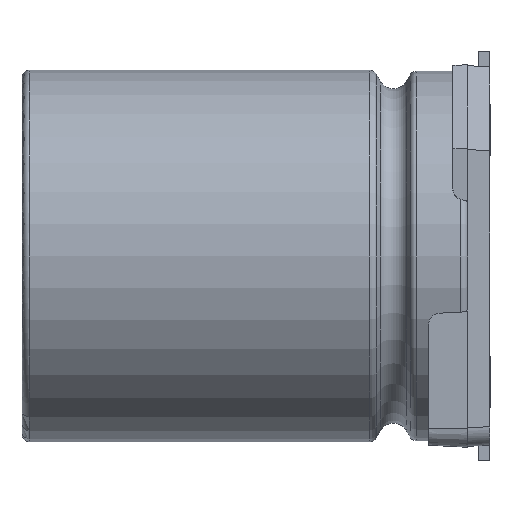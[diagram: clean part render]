
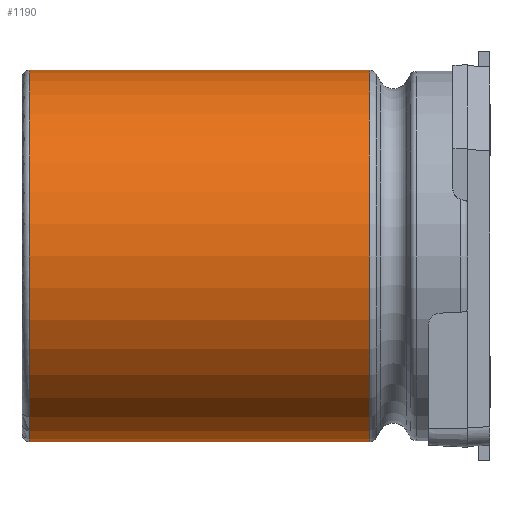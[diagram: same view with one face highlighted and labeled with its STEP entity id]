
A CAD part, left-side view. The second image highlights one B-rep face of the part: STEP entity #1190.
In plain terms, the highlighted cylindrical face has radius 5 mm (diameter 10 mm), a full revolution.
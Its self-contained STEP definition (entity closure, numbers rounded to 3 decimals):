
#43=ORIENTED_EDGE('NONE',*,*,#2775,.T.);
#492=VERTEX_POINT('NONE',#1232);
#719=AXIS2_PLACEMENT_3D('NONE',#915,#3536,#2801);
#810=DIRECTION('NONE',(-0.0,-1.0,-0.0));
#915=CARTESIAN_POINT('NONE',(0.0,2.635,0.0));
#1067=EDGE_LOOP('NONE',(#2966));
#1190=ADVANCED_FACE('NONE',(#1785,#3979),#3019,.T.);
#1232=CARTESIAN_POINT('NONE',(0.0,11.8,-5.));
#1562=CARTESIAN_POINT('NONE',(0.0,11.8,0.0));
#1601=VERTEX_POINT('NONE',#3095);
#1785=FACE_OUTER_BOUND('NONE',#4343,.T.);
#2111=CIRCLE('NONE',#4596,5.);
#2320=DIRECTION('NONE',(0.0,0.0,-1.0));
#2629=DIRECTION('NONE',(-0.0,-1.0,-0.0));
#2775=EDGE_CURVE('NONE',#492,#492,#2111,.T.);
#2801=DIRECTION('NONE',(0.0,0.0,-1.0));
#2966=ORIENTED_EDGE('NONE',*,*,#3665,.F.);
#3019=CYLINDRICAL_SURFACE('NONE',#4486,5.);
#3095=CARTESIAN_POINT('NONE',(0.0,2.635,-5.0));
#3536=DIRECTION('NONE',(-0.0,-1.0,-0.0));
#3665=EDGE_CURVE('NONE',#1601,#1601,#4376,.T.);
#3828=DIRECTION('NONE',(0.0,0.0,-1.0));
#3979=FACE_OUTER_BOUND('NONE',#1067,.T.);
#4205=CARTESIAN_POINT('NONE',(0.0,0.0,0.0));
#4343=EDGE_LOOP('NONE',(#43));
#4376=CIRCLE('NONE',#719,5.0);
#4486=AXIS2_PLACEMENT_3D('NONE',#4205,#2629,#2320);
#4596=AXIS2_PLACEMENT_3D('NONE',#1562,#810,#3828);
